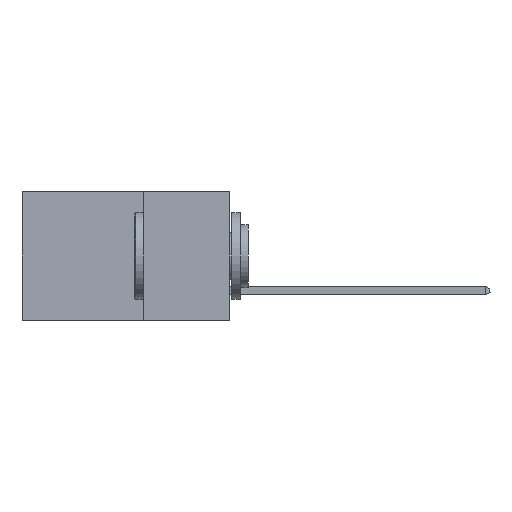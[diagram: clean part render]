
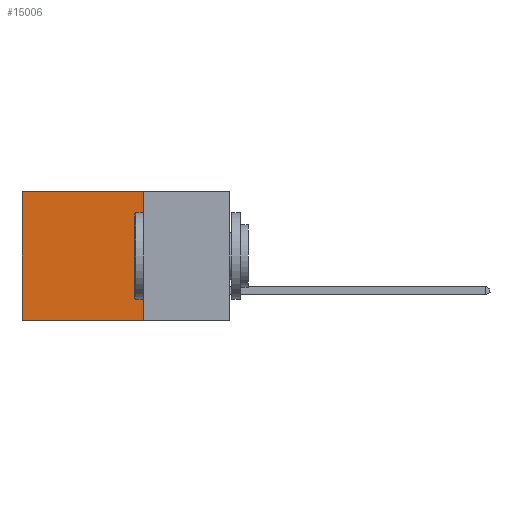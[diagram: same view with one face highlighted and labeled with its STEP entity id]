
A CAD part, left-side view. The second image highlights one B-rep face of the part: STEP entity #15006.
In plain terms, the highlighted planar face has unit normal (-1, 0, 0).
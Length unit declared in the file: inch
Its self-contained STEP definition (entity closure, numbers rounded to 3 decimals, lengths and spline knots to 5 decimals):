
#254 = EDGE_CURVE ( 'NONE', #3729, #19620, #13628, .T. ) ;
#732 = PLANE ( 'NONE',  #21493 ) ;
#784 = EDGE_CURVE ( 'NONE', #19085, #3729, #6174, .T. ) ;
#3116 = CARTESIAN_POINT ( 'NONE',  ( 0.298, 0.25, 0. ) ) ;
#3729 = VERTEX_POINT ( 'NONE', #19966 ) ;
#4891 = LINE ( 'NONE', #18345, #25202 ) ;
#6174 = LINE ( 'NONE', #25209, #29069 ) ;
#6443 = EDGE_LOOP ( 'NONE', ( #17171, #10381, #28040, #15186 ) ) ;
#7065 = DIRECTION ( 'NONE',  ( 0., 0., -1. ) ) ;
#7312 = VECTOR ( 'NONE', #7065, 39.37008 ) ;
#7911 = FACE_OUTER_BOUND ( 'NONE', #6443, .T. ) ;
#10381 = ORIENTED_EDGE ( 'NONE', *, *, #15799, .F. ) ;
#11435 = CARTESIAN_POINT ( 'NONE',  ( 0.298, 0.6, 0. ) ) ;
#11646 = CARTESIAN_POINT ( 'NONE',  ( 0.298, 0.6, -0.37 ) ) ;
#12405 = VECTOR ( 'NONE', #16540, 39.37008 ) ;
#13465 = EDGE_CURVE ( 'NONE', #19085, #24149, #27162, .T. ) ;
#13628 = LINE ( 'NONE', #11435, #7312 ) ;
#14192 = CARTESIAN_POINT ( 'NONE',  ( 0.298, 0.25, 0. ) ) ;
#15006 = ADVANCED_FACE ( 'NONE', ( #7911 ), #732, .F. ) ;
#15186 = ORIENTED_EDGE ( 'NONE', *, *, #784, .T. ) ;
#15799 = EDGE_CURVE ( 'NONE', #24149, #19620, #4891, .T. ) ;
#16540 = DIRECTION ( 'NONE',  ( 0., 0., -1. ) ) ;
#17171 = ORIENTED_EDGE ( 'NONE', *, *, #254, .T. ) ;
#17585 = DIRECTION ( 'NONE',  ( 1., 0., 0. ) ) ;
#18345 = CARTESIAN_POINT ( 'NONE',  ( 0.298, 0.25, -0.37 ) ) ;
#19085 = VERTEX_POINT ( 'NONE', #22066 ) ;
#19620 = VERTEX_POINT ( 'NONE', #11646 ) ;
#19966 = CARTESIAN_POINT ( 'NONE',  ( 0.298, 0.6, 0. ) ) ;
#20680 = DIRECTION ( 'NONE',  ( 0., 1., 0. ) ) ;
#21493 = AXIS2_PLACEMENT_3D ( 'NONE', #3116, #17585, #29465 ) ;
#22066 = CARTESIAN_POINT ( 'NONE',  ( 0.298, 0.25, 0. ) ) ;
#22929 = DIRECTION ( 'NONE',  ( 0., 1., 0. ) ) ;
#24149 = VERTEX_POINT ( 'NONE', #25046 ) ;
#25046 = CARTESIAN_POINT ( 'NONE',  ( 0.298, 0.25, -0.37 ) ) ;
#25202 = VECTOR ( 'NONE', #20680, 39.37008 ) ;
#25209 = CARTESIAN_POINT ( 'NONE',  ( 0.298, 0.25, 0. ) ) ;
#27162 = LINE ( 'NONE', #14192, #12405 ) ;
#28040 = ORIENTED_EDGE ( 'NONE', *, *, #13465, .F. ) ;
#29069 = VECTOR ( 'NONE', #22929, 39.37008 ) ;
#29465 = DIRECTION ( 'NONE',  ( 0., 0., -1. ) ) ;
